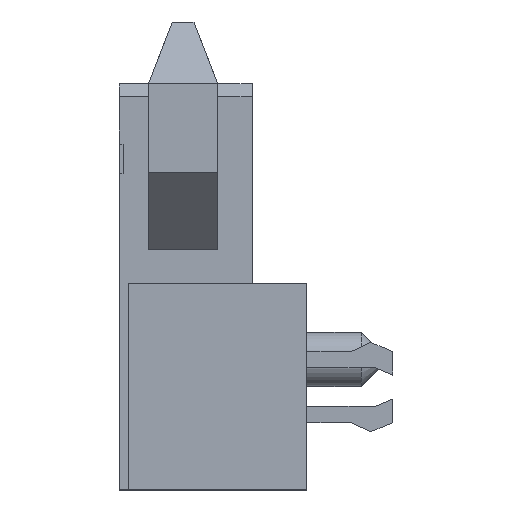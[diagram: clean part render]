
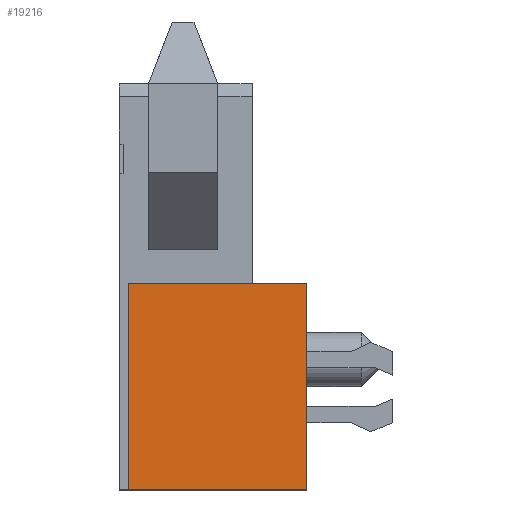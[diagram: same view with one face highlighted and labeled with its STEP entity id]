
A CAD part, left-side view. The second image highlights one B-rep face of the part: STEP entity #19216.
In plain terms, the highlighted planar face has unit normal (-1, 0, 0).
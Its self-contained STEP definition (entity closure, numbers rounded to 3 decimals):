
#1455 = CARTESIAN_POINT ( 'NONE',  ( -20.215, 0., 7.58 ) ) ;
#1485 = CARTESIAN_POINT ( 'NONE',  ( -20.215, 0., 2.08 ) ) ;
#1572 = DIRECTION ( 'NONE',  ( 0., 1., 0. ) ) ;
#2601 = VECTOR ( 'NONE', #5235, 1000. ) ;
#2632 = EDGE_CURVE ( 'NONE', #15947, #22806, #9080, .T. ) ;
#2856 = PLANE ( 'NONE',  #6925 ) ;
#2931 = CARTESIAN_POINT ( 'NONE',  ( -20.215, 5.15, 7.58 ) ) ;
#5019 = CARTESIAN_POINT ( 'NONE',  ( -20.215, 4.9, -3.59 ) ) ;
#5049 = CARTESIAN_POINT ( 'NONE',  ( -20.215, 4.9, -3.59 ) ) ;
#5235 = DIRECTION ( 'NONE',  ( 0., 0., 1. ) ) ;
#5379 = VERTEX_POINT ( 'NONE', #5049 ) ;
#5686 = VECTOR ( 'NONE', #8813, 1000. ) ;
#6005 = EDGE_CURVE ( 'NONE', #5379, #11135, #11825, .T. ) ;
#6091 = EDGE_CURVE ( 'NONE', #22806, #11135, #17287, .T. ) ;
#6141 = FACE_OUTER_BOUND ( 'NONE', #23292, .T. ) ;
#6925 = AXIS2_PLACEMENT_3D ( 'NONE', #2931, #13971, #21249 ) ;
#8813 = DIRECTION ( 'NONE',  ( 0., 0., 1. ) ) ;
#8905 = CARTESIAN_POINT ( 'NONE',  ( -20.215, 0., 2.08 ) ) ;
#9080 = LINE ( 'NONE', #1455, #2601 ) ;
#9606 = DIRECTION ( 'NONE',  ( 0., -1., 0. ) ) ;
#11135 = VERTEX_POINT ( 'NONE', #14552 ) ;
#11825 = LINE ( 'NONE', #5019, #5686 ) ;
#13166 = EDGE_CURVE ( 'NONE', #5379, #15947, #17513, .T. ) ;
#13196 = ORIENTED_EDGE ( 'NONE', *, *, #6091, .T. ) ;
#13563 = CARTESIAN_POINT ( 'NONE',  ( -20.215, 5.15, -3.59 ) ) ;
#13971 = DIRECTION ( 'NONE',  ( 1., 0., 0. ) ) ;
#14407 = VECTOR ( 'NONE', #1572, 1000. ) ;
#14552 = CARTESIAN_POINT ( 'NONE',  ( -20.215, 4.9, 2.08 ) ) ;
#15315 = ORIENTED_EDGE ( 'NONE', *, *, #6005, .F. ) ;
#15497 = VECTOR ( 'NONE', #9606, 1000. ) ;
#15947 = VERTEX_POINT ( 'NONE', #21681 ) ;
#16365 = ORIENTED_EDGE ( 'NONE', *, *, #13166, .T. ) ;
#17287 = LINE ( 'NONE', #1485, #14407 ) ;
#17513 = LINE ( 'NONE', #13563, #15497 ) ;
#19216 = ADVANCED_FACE ( 'NONE', ( #6141 ), #2856, .F. ) ;
#21249 = DIRECTION ( 'NONE',  ( 0., 0., -1. ) ) ;
#21507 = ORIENTED_EDGE ( 'NONE', *, *, #2632, .T. ) ;
#21681 = CARTESIAN_POINT ( 'NONE',  ( -20.215, 0., -3.59 ) ) ;
#22806 = VERTEX_POINT ( 'NONE', #8905 ) ;
#23292 = EDGE_LOOP ( 'NONE', ( #15315, #16365, #21507, #13196 ) ) ;
